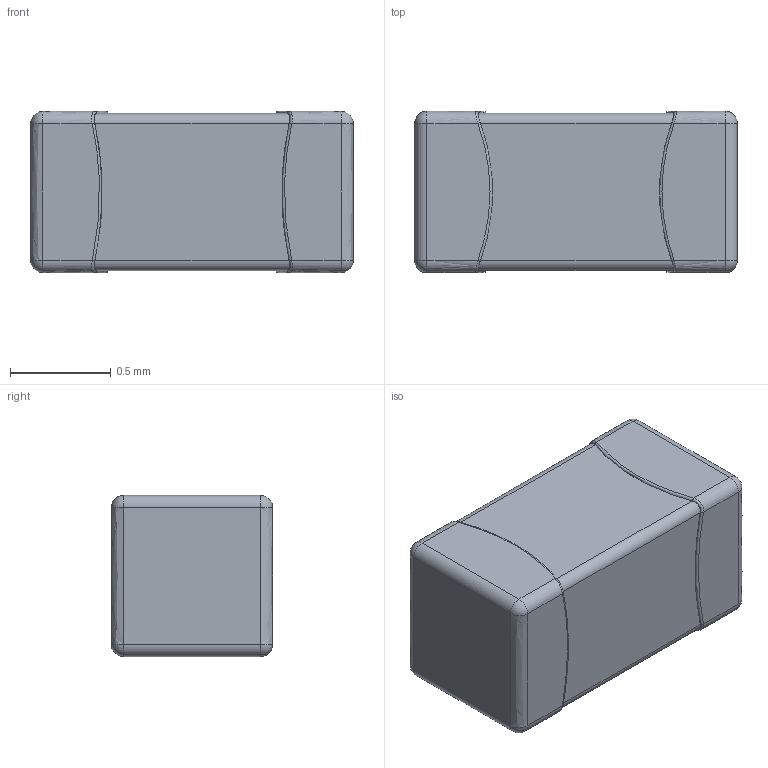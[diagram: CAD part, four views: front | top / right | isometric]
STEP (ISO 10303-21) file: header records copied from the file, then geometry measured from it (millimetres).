
FILE_DESCRIPTION(('FreeCAD Model'),'2;1');
FILE_NAME('Ceramic_Capacitor_0603_h32mil.step', '2021-03-16T10:34:22',('Author'),(''), 'Open CASCADE STEP processor 7.4','FreeCAD','Unknown');
FILE_SCHEMA(('AUTOMOTIVE_DESIGN { 1 0 10303 214 1 1 1 1 }'));
Length unit declared in the file: millimetre
Products named in the file (4): Ceramic_Capacitor_0603_h32mil; Pin1; Pin2; CeramicBody
Assembly tree (3 placements, depth 2):
  Ceramic_Capacitor_0603_h32mil
    Pin1
    Pin2
    CeramicBody
Bounding box: 1.6 x 0.8 x 0.8 mm (x, y, z)
Volume: 1 mm3; surface area: 11.5 mm2
Topology: 3 solids, 3 shells, 86 faces, 208 edges, 120 vertices
Faces by surface type: bspline 46, plane 20, cylinder 12, sphere 8
Entity records: 9319 total; most frequent: CARTESIAN_POINT 5874, DIRECTION 432, ORIENTED_EDGE 400, PCURVE 400, DEFINITIONAL_REPRESENTATION 400, LINE 248, VECTOR 248, B_SPLINE_CURVE_WITH_KNOTS 236
